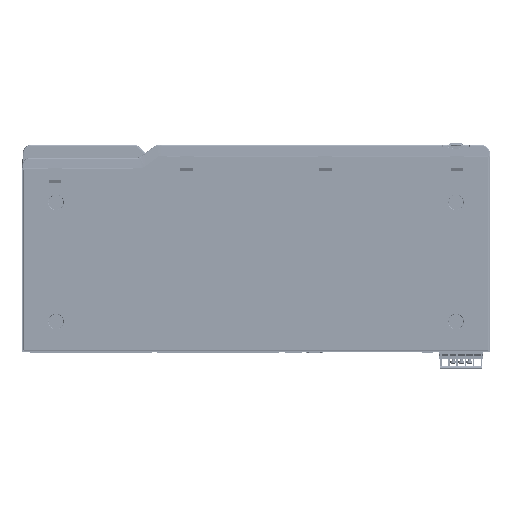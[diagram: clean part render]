
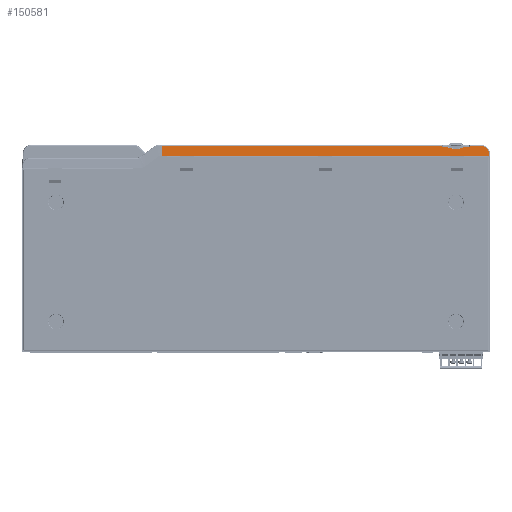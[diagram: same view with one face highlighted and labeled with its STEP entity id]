
A CAD part, front view. The second image highlights one B-rep face of the part: STEP entity #150581.
In plain terms, the highlighted planar face has unit normal (0, -0.999, 0.052).
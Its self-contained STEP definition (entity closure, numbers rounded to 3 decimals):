
#12956=DIRECTION('',(-1.,0.,0.));
#12957=VECTOR('',#12956,305.001);
#12958=CARTESIAN_POINT('',(219.001,0.,
185.));
#12959=LINE('',#12958,#12957);
#17175=DIRECTION('',(1.,0.,0.));
#17176=VECTOR('',#17175,10.992);
#17177=CARTESIAN_POINT('',(200.894,0.474,
194.052));
#17178=LINE('',#17177,#17176);
#17193=DIRECTION('',(1.,0.,0.));
#17194=VECTOR('',#17193,2.667);
#17195=CARTESIAN_POINT('',(-88.667,0.,
185.));
#17196=LINE('',#17195,#17194);
#17197=CARTESIAN_POINT('',(180.085,0.315,
191.015));
#17198=DIRECTION('',(0.,-0.999,0.052));
#17199=DIRECTION('',(0.389,0.048,0.92));
#17200=AXIS2_PLACEMENT_3D('',#17197,#17198,#17199);
#17202=CARTESIAN_POINT('',(195.216,0.402,
192.669));
#17203=CARTESIAN_POINT('',(192.941,0.352,
191.71));
#17204=CARTESIAN_POINT('',(188.,0.299,
190.711));
#17205=CARTESIAN_POINT('',(183.059,0.352,
191.71));
#17206=CARTESIAN_POINT('',(180.784,0.402,
192.669));
#17208=CARTESIAN_POINT('',(195.915,0.315,
191.015));
#17209=DIRECTION('',(0.,-0.999,0.052));
#17210=DIRECTION('',(0.,0.052,0.999));
#17211=AXIS2_PLACEMENT_3D('',#17208,#17209,#17210);
#17213=CARTESIAN_POINT('',(211.88,0.108,
187.058));
#17214=DIRECTION('',(0.,-0.999,0.052));
#17215=DIRECTION('',(0.999,0.003,0.05));
#17216=AXIS2_PLACEMENT_3D('',#17213,#17214,#17215);
#17218=DIRECTION('',(-0.052,0.052,0.997));
#17219=VECTOR('',#17218,2.423);
#17220=CARTESIAN_POINT('',(219.001,0.,
185.));
#17221=LINE('',#17220,#17219);
#17222=DIRECTION('',(0.,0.052,0.999));
#17223=VECTOR('',#17222,9.065);
#17224=CARTESIAN_POINT('',(-88.667,0.,
185.));
#17225=LINE('',#17224,#17223);
#25201=DIRECTION('',(1.,0.,0.));
#25202=VECTOR('',#25201,263.772);
#25203=CARTESIAN_POINT('',(-88.667,0.474,
194.052));
#25204=LINE('',#25203,#25202);
#25963=DIRECTION('',(-0.009,-0.052,-0.999));
#25964=VECTOR('',#25963,1.241);
#25965=CARTESIAN_POINT('',(200.894,0.474,
194.052));
#25966=LINE('',#25965,#25964);
#25983=DIRECTION('',(1.,0.,0.));
#25984=VECTOR('',#25983,4.967);
#25985=CARTESIAN_POINT('',(195.915,0.409,
192.811));
#25986=LINE('',#25985,#25984);
#26707=DIRECTION('',(1.,0.,0.));
#26708=VECTOR('',#26707,4.967);
#26709=CARTESIAN_POINT('',(175.117,0.409,
192.813));
#26710=LINE('',#26709,#26708);
#26726=DIRECTION('',(-0.009,0.052,0.999));
#26727=VECTOR('',#26726,1.241);
#26728=CARTESIAN_POINT('',(175.117,0.409,
192.813));
#26729=LINE('',#26728,#26727);
#100366=CARTESIAN_POINT('',(219.001,0.,
185.));
#100367=CARTESIAN_POINT('',(218.875,0.127,
187.416));
#100368=VERTEX_POINT('',#100366);
#100369=VERTEX_POINT('',#100367);
#100480=CARTESIAN_POINT('',(211.889,0.474,
194.053));
#100481=VERTEX_POINT('',#100480);
#100482=CARTESIAN_POINT('',(-88.667,0.474,
194.052));
#100483=CARTESIAN_POINT('',(175.106,0.474,
194.052));
#100484=VERTEX_POINT('',#100482);
#100485=VERTEX_POINT('',#100483);
#100486=CARTESIAN_POINT('',(195.915,0.409,
192.81));
#100487=CARTESIAN_POINT('',(195.216,0.402,
192.669));
#100488=VERTEX_POINT('',#100486);
#100489=VERTEX_POINT('',#100487);
#100558=CARTESIAN_POINT('',(200.894,0.474,
194.052));
#100559=VERTEX_POINT('',#100558);
#100560=CARTESIAN_POINT('',(175.117,0.409,
192.813));
#100561=VERTEX_POINT('',#100560);
#100563=VERTEX_POINT('',#17206);
#100564=CARTESIAN_POINT('',(200.883,0.409,
192.813));
#100565=VERTEX_POINT('',#100564);
#100668=CARTESIAN_POINT('',(180.085,0.409,
192.811));
#100669=VERTEX_POINT('',#100668);
#128113=CARTESIAN_POINT('',(-88.667,0.,
185.));
#128114=CARTESIAN_POINT('',(-86.,0.,185.));
#128115=VERTEX_POINT('',#128113);
#128116=VERTEX_POINT('',#128114);
#150550=CARTESIAN_POINT('',(220.,0.,185.));
#150551=DIRECTION('',(0.,0.999,-0.052));
#150552=DIRECTION('',(1.,0.,0.));
#150553=AXIS2_PLACEMENT_3D('',#150550,#150551,#150552);
#150554=PLANE('',#150553);
#150555=ORIENTED_EDGE('',*,*,#130812,.F.);
#150557=ORIENTED_EDGE('',*,*,#150556,.T.);
#150559=ORIENTED_EDGE('',*,*,#150558,.T.);
#150561=ORIENTED_EDGE('',*,*,#150560,.F.);
#150563=ORIENTED_EDGE('',*,*,#150562,.T.);
#150565=ORIENTED_EDGE('',*,*,#150564,.F.);
#150567=ORIENTED_EDGE('',*,*,#150566,.F.);
#150569=ORIENTED_EDGE('',*,*,#150568,.F.);
#150571=ORIENTED_EDGE('',*,*,#150570,.T.);
#150573=ORIENTED_EDGE('',*,*,#150572,.F.);
#150574=ORIENTED_EDGE('',*,*,#150528,.T.);
#150575=ORIENTED_EDGE('',*,*,#150541,.F.);
#150577=ORIENTED_EDGE('',*,*,#150576,.F.);
#150578=ORIENTED_EDGE('',*,*,#147041,.T.);
#150579=EDGE_LOOP('',(#150555,#150557,#150559,#150561,#150563,#150565,#150567,
#150569,#150571,#150573,#150574,#150575,#150577,#150578));
#150580=FACE_OUTER_BOUND('',#150579,.F.);
#150581=ADVANCED_FACE('',(#150580),#150554,.F.);
#17201=CIRCLE('',#17200,1.798);
#17207=B_SPLINE_CURVE_WITH_KNOTS('',3,(#17202,#17203,#17204,#17205,#17206),
.UNSPECIFIED.,.F.,.F.,(4,1,4),(0.,0.5,1.),.UNSPECIFIED.);
#17212=CIRCLE('',#17211,1.798);
#17217=CIRCLE('',#17216,7.004);
#130812=EDGE_CURVE('',#128115,#128116,#17196,.T.);
#147041=EDGE_CURVE('',#100368,#128116,#12959,.T.);
#150528=EDGE_CURVE('',#100559,#100481,#17178,.T.);
#150541=EDGE_CURVE('',#100369,#100481,#17217,.T.);
#150556=EDGE_CURVE('',#128115,#100484,#17225,.T.);
#150558=EDGE_CURVE('',#100484,#100485,#25204,.T.);
#150560=EDGE_CURVE('',#100561,#100485,#26729,.T.);
#150562=EDGE_CURVE('',#100561,#100669,#26710,.T.);
#150564=EDGE_CURVE('',#100563,#100669,#17201,.T.);
#150566=EDGE_CURVE('',#100489,#100563,#17207,.T.);
#150568=EDGE_CURVE('',#100488,#100489,#17212,.T.);
#150570=EDGE_CURVE('',#100488,#100565,#25986,.T.);
#150572=EDGE_CURVE('',#100559,#100565,#25966,.T.);
#150576=EDGE_CURVE('',#100368,#100369,#17221,.T.);
